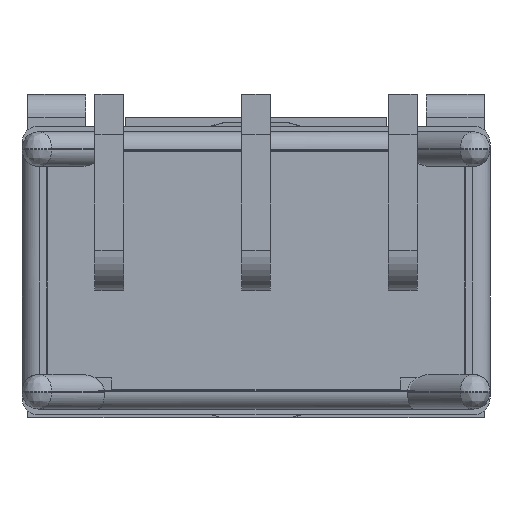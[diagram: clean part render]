
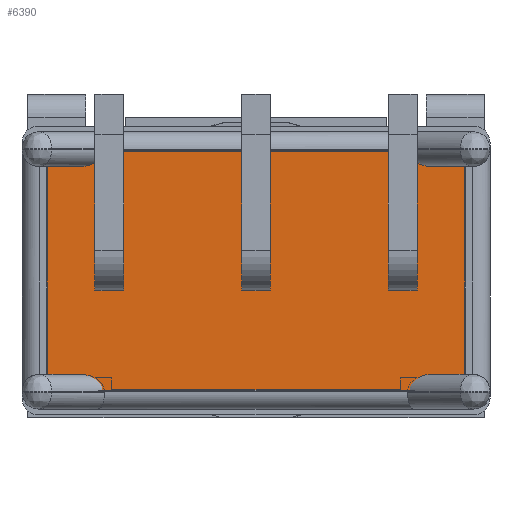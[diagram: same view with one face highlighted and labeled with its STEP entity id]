
A CAD part, front view. The second image highlights one B-rep face of the part: STEP entity #6390.
In plain terms, the highlighted planar face has unit normal (0, -1, 0).
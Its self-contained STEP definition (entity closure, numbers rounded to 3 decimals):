
#6351=DIRECTION('',(0.,0.,1.));
#6352=VECTOR('',#6351,4.15);
#6353=CARTESIAN_POINT('',(-3.625,-0.4,-2.075));
#6354=LINE('',#6353,#6352);
#6355=DIRECTION('',(1.,0.,0.));
#6356=VECTOR('',#6355,7.25);
#6357=CARTESIAN_POINT('',(-3.625,-0.4,2.075));
#6358=LINE('',#6357,#6356);
#6359=DIRECTION('',(0.,0.,-1.));
#6360=VECTOR('',#6359,4.15);
#6361=CARTESIAN_POINT('',(3.625,-0.4,2.075));
#6362=LINE('',#6361,#6360);
#6363=DIRECTION('',(-1.,0.,0.));
#6364=VECTOR('',#6363,7.25);
#6365=CARTESIAN_POINT('',(3.625,-0.4,-2.075));
#6366=LINE('',#6365,#6364);
#6367=CARTESIAN_POINT('',(-3.625,-0.4,-2.075));
#6368=CARTESIAN_POINT('',(-3.625,-0.4,2.075));
#6369=VERTEX_POINT('',#6367);
#6370=VERTEX_POINT('',#6368);
#6371=CARTESIAN_POINT('',(3.625,-0.4,2.075));
#6372=VERTEX_POINT('',#6371);
#6373=CARTESIAN_POINT('',(3.625,-0.4,-2.075));
#6374=VERTEX_POINT('',#6373);
#6375=CARTESIAN_POINT('',(0.,-0.4,0.));
#6376=DIRECTION('',(0.,1.,0.));
#6377=DIRECTION('',(1.,0.,0.));
#6378=AXIS2_PLACEMENT_3D('',#6375,#6376,#6377);
#6379=PLANE('',#6378);
#6381=ORIENTED_EDGE('',*,*,#6380,.T.);
#6383=ORIENTED_EDGE('',*,*,#6382,.T.);
#6385=ORIENTED_EDGE('',*,*,#6384,.T.);
#6387=ORIENTED_EDGE('',*,*,#6386,.T.);
#6388=EDGE_LOOP('',(#6381,#6383,#6385,#6387));
#6389=FACE_OUTER_BOUND('',#6388,.F.);
#6390=ADVANCED_FACE('',(#6389),#6379,.F.);
#6380=EDGE_CURVE('',#6369,#6370,#6354,.T.);
#6382=EDGE_CURVE('',#6370,#6372,#6358,.T.);
#6384=EDGE_CURVE('',#6372,#6374,#6362,.T.);
#6386=EDGE_CURVE('',#6374,#6369,#6366,.T.);
